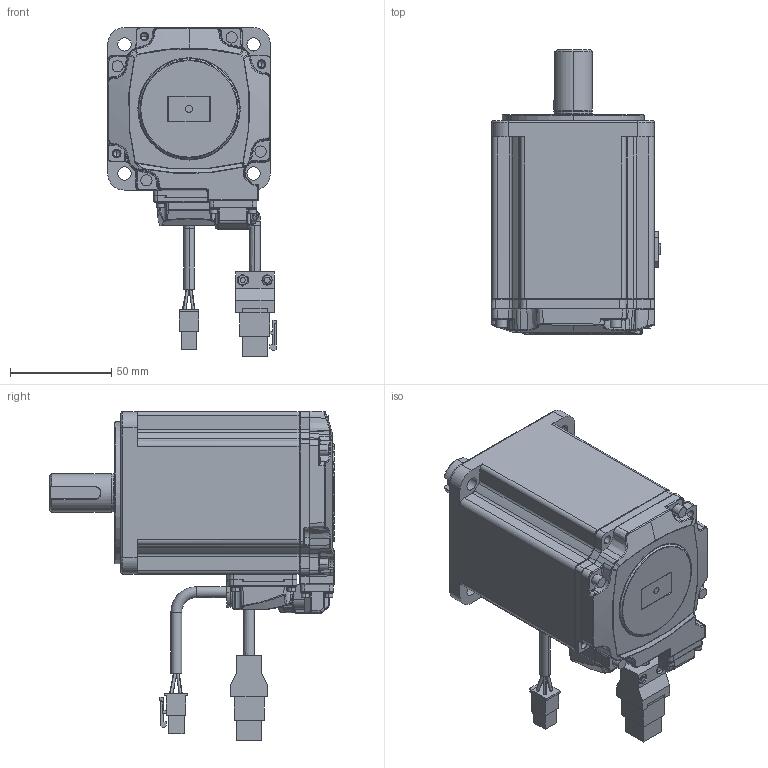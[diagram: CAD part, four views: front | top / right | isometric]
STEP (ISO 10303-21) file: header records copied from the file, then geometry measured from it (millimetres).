
FILE_DESCRIPTION(/* description */ ('Alibre Inc.'),/* implementation_level */ '2;1');
FILE_NAME(/* name */ 'export-4C488D3B-9EDE-409F-9E73-C665368BD6A8',/* time_stamp */ '2024-04-24T17:59:50+02:00',/* author */ (''),/* organization */ (''),/* preprocessor_version */ 'ST-DEVELOPER v17',/* originating_system */ 'Alibre',/* authorisation */ '');
FILE_SCHEMA (('AUTOMOTIVE_DESIGN'));
Length unit declared in the file: millimetre
Products named in the file (1): ECM-B3M-C20807RS1-201_SW0001
Bounding box: 83.41 x 140.15 x 162.4 mm (x, y, z)
Volume: 619496.9 mm3; surface area: 76101.8 mm2
Topology: 1 solids, 21 shells, 1571 faces, 3796 edges, 2300 vertices
Faces by surface type: plane 518, cylinder 482, bspline 229, torus 181, cone 135, sphere 26
Entity records: 60254 total; most frequent: CARTESIAN_POINT 26557, ORIENTED_EDGE 7522, DIRECTION 5968, EDGE_CURVE 3761, AXIS2_PLACEMENT_3D 2528, VERTEX_POINT 2298, EDGE_LOOP 1665, FACE_BOUND 1665
